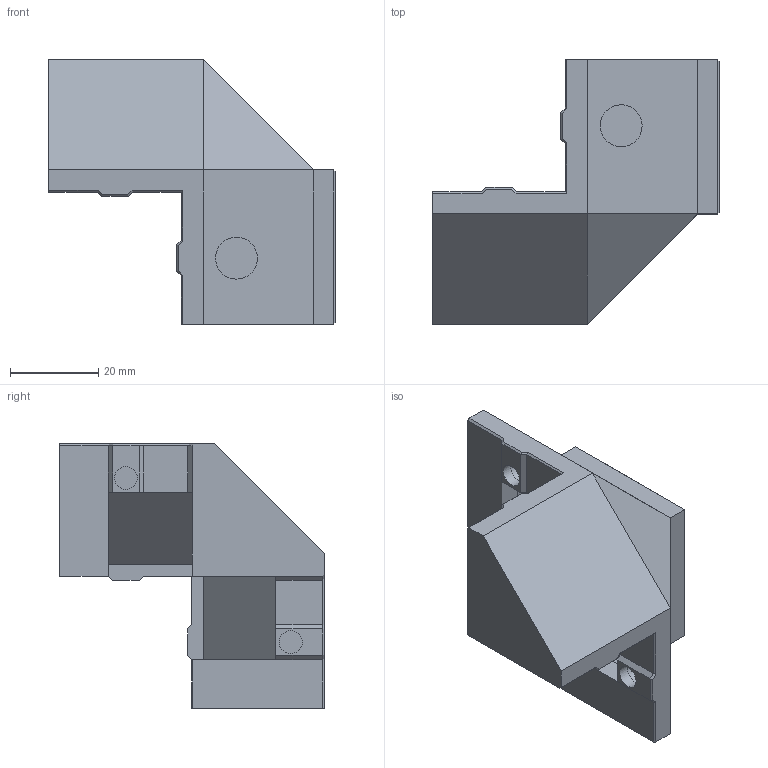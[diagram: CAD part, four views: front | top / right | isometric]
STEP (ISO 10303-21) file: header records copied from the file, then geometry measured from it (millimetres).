
FILE_DESCRIPTION(/* description */ (''),/* implementation_level */ '2;1');
FILE_NAME(/* name */ '3030 Frame Corner Wiring Cap v3.step',/* time_stamp */ '2024-10-03T10:41:28-04:00',/* author */ (''),/* organization */ (''),/* preprocessor_version */ 'ST-DEVELOPER v20',/* originating_system */ 'Autodesk Translation Framework v13.20.0.188',/* authorisation */ '');
FILE_SCHEMA (('AUTOMOTIVE_DESIGN { 1 0 10303 214 3 1 1 }'));
Length unit declared in the file: millimetre
Products named in the file (5): 3030 Frame Corner Wiring Cap; One Piece; Two Piece; Bottom; Top
Assembly tree (4 placements, depth 3):
  3030 Frame Corner Wiring Cap
    One Piece
    Two Piece
      Bottom
      Top
Bounding box: 65 x 60 x 60 mm (x, y, z)
Volume: 93832.3 mm3; surface area: 31547.8 mm2
Topology: 3 solids, 3 shells, 222 faces, 547 edges, 337 vertices
Faces by surface type: plane 208, cylinder 14
Full cylindrical faces by diameter (mm): 5.2 x4, 6.1 x4, 9.5 x2
Entity records: 6495 total; most frequent: CARTESIAN_POINT 1115, ORIENTED_EDGE 1094, DIRECTION 1037, EDGE_CURVE 547, LINE 519, VECTOR 519, VERTEX_POINT 337, AXIS2_PLACEMENT_3D 259
